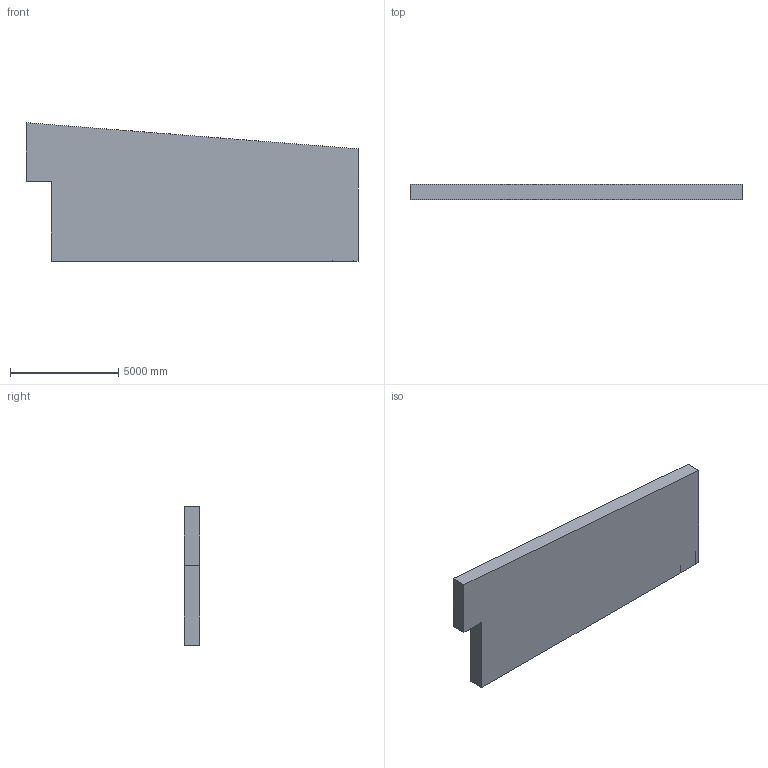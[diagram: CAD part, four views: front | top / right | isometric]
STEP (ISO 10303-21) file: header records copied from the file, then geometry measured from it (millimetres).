
FILE_DESCRIPTION(/* description */ (''),/* implementation_level */ '2;1');
FILE_NAME(/* name */ 'Casa v34.step',/* time_stamp */ '2024-10-22T14:56:12-03:00',/* author */ (''),/* organization */ (''),/* preprocessor_version */ 'ST-DEVELOPER v20',/* originating_system */ 'Autodesk Translation Framework v13.20.0.188',/* authorisation */ '');
FILE_SCHEMA (('AUTOMOTIVE_DESIGN { 1 0 10303 214 3 1 1 }'));
Length unit declared in the file: metre
Products named in the file (1): Casa
Bounding box: 15356.72 x 700 x 6416.38 mm (x, y, z)
Volume: 23426443123.8 mm3; surface area: 247146217.8 mm2
Topology: 1 solids, 1 shells, 82 faces, 238 edges, 158 vertices
Faces by surface type: plane 82
Entity records: 2687 total; most frequent: CARTESIAN_POINT 479, ORIENTED_EDGE 476, DIRECTION 404, LINE 238, VECTOR 238, EDGE_CURVE 238, VERTEX_POINT 158, AXIS2_PLACEMENT_3D 83
